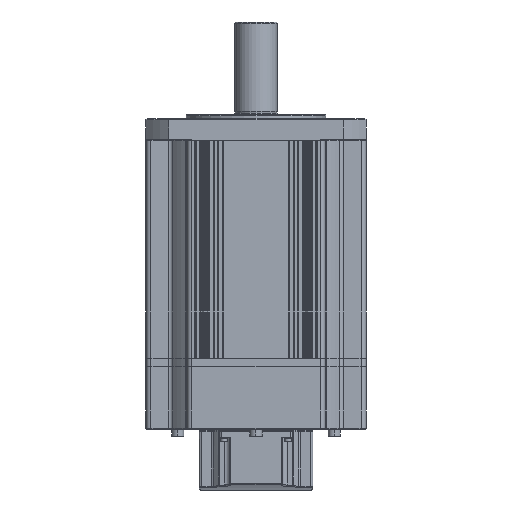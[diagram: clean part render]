
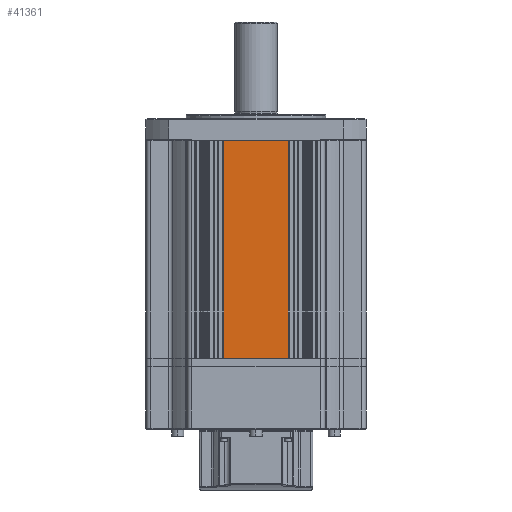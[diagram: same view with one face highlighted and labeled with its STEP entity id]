
A CAD part, front view. The second image highlights one B-rep face of the part: STEP entity #41361.
In plain terms, the highlighted planar face has unit normal (0, -1, 0).
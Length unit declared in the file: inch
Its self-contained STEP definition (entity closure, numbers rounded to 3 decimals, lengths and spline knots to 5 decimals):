
#3418 = DIRECTION ( 'NONE',  ( -1., 0., 0. ) ) ;
#6312 = EDGE_CURVE ( 'NONE', #44354, #54305, #77865, .T. ) ;
#6750 = CARTESIAN_POINT ( 'NONE',  ( -1.04331, -3.54331, 0. ) ) ;
#8192 = CARTESIAN_POINT ( 'NONE',  ( -1.04331, -3.54331, 0. ) ) ;
#9511 = VERTEX_POINT ( 'NONE', #87526 ) ;
#12393 = LINE ( 'NONE', #6750, #88487 ) ;
#13405 = FACE_OUTER_BOUND ( 'NONE', #89612, .T. ) ;
#15567 = DIRECTION ( 'NONE',  ( 0., 1., 0. ) ) ;
#15866 = PLANE ( 'NONE',  #57175 ) ;
#17364 = ORIENTED_EDGE ( 'NONE', *, *, #6312, .F. ) ;
#18371 = CARTESIAN_POINT ( 'NONE',  ( 1.04331, -3.54331, -7.00787 ) ) ;
#38564 = VERTEX_POINT ( 'NONE', #8192 ) ;
#41361 = ADVANCED_FACE ( 'NONE', ( #13405 ), #15866, .F. ) ;
#42143 = CARTESIAN_POINT ( 'NONE',  ( 1.04331, -3.54331, 0. ) ) ;
#42772 = DIRECTION ( 'NONE',  ( 0., 0., 1. ) ) ;
#43768 = VECTOR ( 'NONE', #47778, 39.37008 ) ;
#44156 = DIRECTION ( 'NONE',  ( -1., 0., 0. ) ) ;
#44354 = VERTEX_POINT ( 'NONE', #42143 ) ;
#45348 = CARTESIAN_POINT ( 'NONE',  ( -3.52362, -3.54331, -7.00787 ) ) ;
#47778 = DIRECTION ( 'NONE',  ( 0., 0., -1. ) ) ;
#48085 = CARTESIAN_POINT ( 'NONE',  ( 1.04331, -3.54331, 0. ) ) ;
#49037 = LINE ( 'NONE', #87814, #56829 ) ;
#50621 = ORIENTED_EDGE ( 'NONE', *, *, #61040, .F. ) ;
#52657 = ORIENTED_EDGE ( 'NONE', *, *, #58765, .T. ) ;
#54305 = VERTEX_POINT ( 'NONE', #18371 ) ;
#56829 = VECTOR ( 'NONE', #3418, 39.37008 ) ;
#57175 = AXIS2_PLACEMENT_3D ( 'NONE', #78655, #15567, #44156 ) ;
#58765 = EDGE_CURVE ( 'NONE', #44354, #38564, #49037, .T. ) ;
#59807 = DIRECTION ( 'NONE',  ( -1., 0., 0. ) ) ;
#61040 = EDGE_CURVE ( 'NONE', #54305, #9511, #85399, .T. ) ;
#61315 = ORIENTED_EDGE ( 'NONE', *, *, #62780, .F. ) ;
#62780 = EDGE_CURVE ( 'NONE', #9511, #38564, #12393, .T. ) ;
#67750 = VECTOR ( 'NONE', #59807, 39.37008 ) ;
#77865 = LINE ( 'NONE', #48085, #43768 ) ;
#78655 = CARTESIAN_POINT ( 'NONE',  ( 1.04331, -3.54331, 0. ) ) ;
#85399 = LINE ( 'NONE', #45348, #67750 ) ;
#87526 = CARTESIAN_POINT ( 'NONE',  ( -1.04331, -3.54331, -7.00787 ) ) ;
#87814 = CARTESIAN_POINT ( 'NONE',  ( 1.04331, -3.54331, 0. ) ) ;
#88487 = VECTOR ( 'NONE', #42772, 39.37008 ) ;
#89612 = EDGE_LOOP ( 'NONE', ( #17364, #52657, #61315, #50621 ) ) ;
